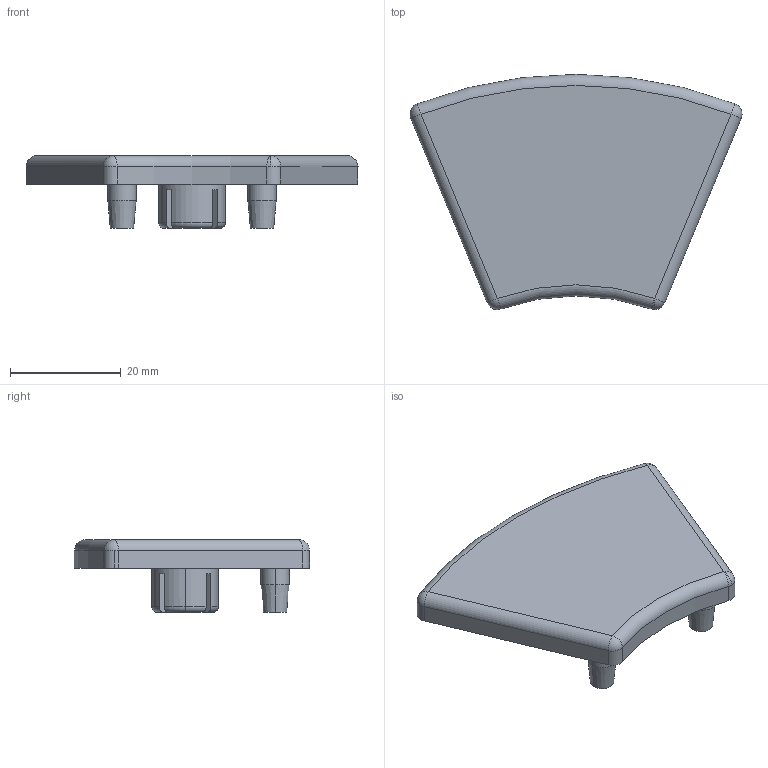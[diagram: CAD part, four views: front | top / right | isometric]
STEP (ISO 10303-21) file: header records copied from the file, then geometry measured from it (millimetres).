
FILE_DESCRIPTION (( 'STEP AP214' ), '1' );
FILE_NAME ('A798 Çàãëóøêà òîðöåâàÿ 40 õ 40R45.STEP', '2023-11-14T12:18:38', ( '' ), ( '' ), 'SwSTEP 2.0', 'SolidWorks 2022', '' );
FILE_SCHEMA (( 'AUTOMOTIVE_DESIGN' ));
Length unit declared in the file: millimetre
Products named in the file (1): A798 Заглушка торцевая 40 х 40R45
Bounding box: 59.95 x 42.47 x 13.15 mm (x, y, z)
Volume: 7300.2 mm3; surface area: 5882.7 mm2
Topology: 1 solids, 1 shells, 67 faces, 163 edges, 102 vertices
Faces by surface type: plane 28, cylinder 23, torus 7, sphere 5, cone 4
Entity records: 2059 total; most frequent: CARTESIAN_POINT 425, DIRECTION 363, ORIENTED_EDGE 318, EDGE_CURVE 159, AXIS2_PLACEMENT_3D 146, VERTEX_POINT 100, CIRCLE 78, EDGE_LOOP 73
